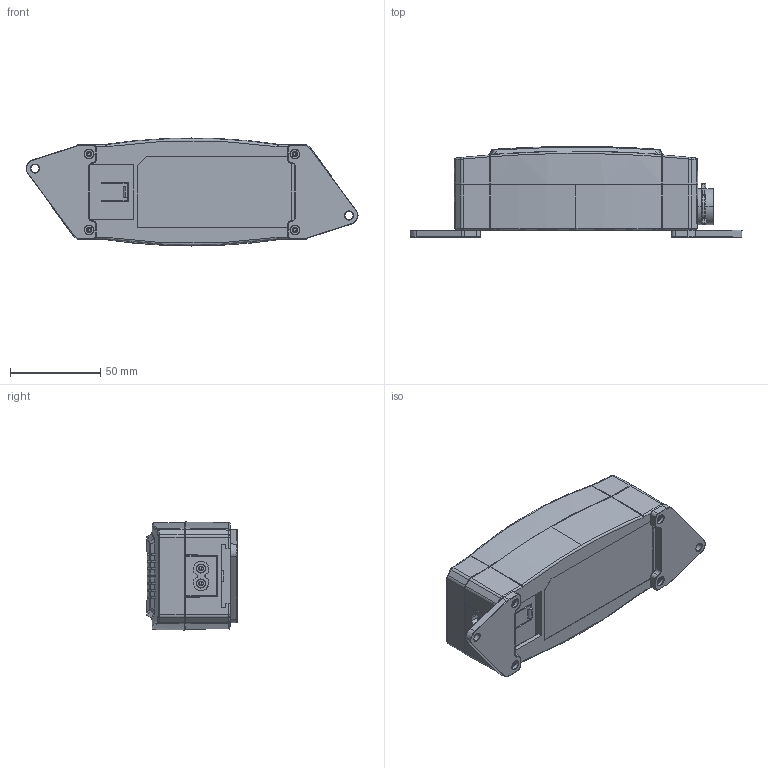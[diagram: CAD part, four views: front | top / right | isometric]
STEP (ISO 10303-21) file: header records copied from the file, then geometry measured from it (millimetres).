
FILE_DESCRIPTION (( 'STEP AP203' ), '1' );
FILE_NAME ('PD 12 mit Haltelasche.STEP', '2011-10-07T11:00:30', ( '.' ), ( '.' ), 'SwSTEP 2.0', 'SolidWorks 2008', '' );
FILE_SCHEMA (( 'CONFIG_CONTROL_DESIGN' ));
Length unit declared in the file: millimetre
Products named in the file (1): PD 12 mit Haltelasche
Bounding box: 183.95 x 50.25 x 59.86 mm (x, y, z)
Volume: 326956.9 mm3; surface area: 45047.6 mm2
Topology: 1 solids, 5 shells, 1077 faces, 2852 edges, 1783 vertices
Faces by surface type: plane 355, bspline 333, cylinder 248, cone 139, torus 2
Entity records: 48277 total; most frequent: CARTESIAN_POINT 24788, ORIENTED_EDGE 5650, DIRECTION 3861, EDGE_CURVE 2825, VERTEX_POINT 1783, AXIS2_PLACEMENT_3D 1439, EDGE_LOOP 1118, FACE_OUTER_BOUND 1077
